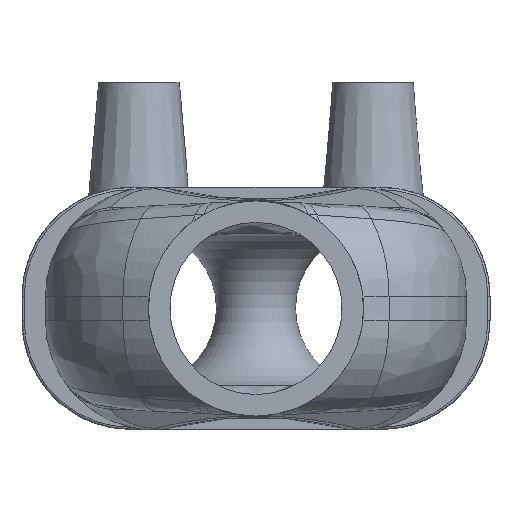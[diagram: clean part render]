
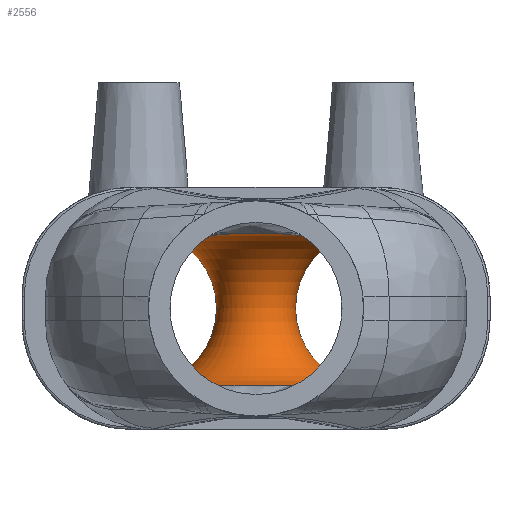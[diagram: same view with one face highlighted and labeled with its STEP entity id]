
A CAD part, front view. The second image highlights one B-rep face of the part: STEP entity #2556.
In plain terms, the highlighted toroidal (fillet/blend) face has major radius 21.75 mm and minor radius 14.4 mm.
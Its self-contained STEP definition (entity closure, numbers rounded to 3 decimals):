
#35=TOROIDAL_SURFACE('',#2757,21.75,14.4);
#318=B_SPLINE_CURVE_WITH_KNOTS('',3,(#3932,#3933,#3934,#3935,#3936,#3937,
#3938,#3939,#3940,#3941,#3942,#3943,#3944),.UNSPECIFIED.,.F.,.F.,(4,3,3,
3,4),(5.737,5.866,6.126,6.386,
6.646),.UNSPECIFIED.);
#320=B_SPLINE_CURVE_WITH_KNOTS('',3,(#3973,#3974,#3975,#3976),
 .UNSPECIFIED.,.F.,.F.,(4,4),(6.646,6.994),
 .UNSPECIFIED.);
#323=B_SPLINE_CURVE_WITH_KNOTS('',3,(#4004,#4005,#4006,#4007),
 .UNSPECIFIED.,.F.,.F.,(4,4),(5.388,5.737),
 .UNSPECIFIED.);
#325=B_SPLINE_CURVE_WITH_KNOTS('',3,(#4039,#4040,#4041,#4042,#4043,#4044,
#4045),.UNSPECIFIED.,.F.,.F.,(4,3,4),(5.136,5.137,
5.388),.UNSPECIFIED.);
#326=B_SPLINE_CURVE_WITH_KNOTS('',3,(#4071,#4072,#4073,#4074,#4075,#4076,
#4077),.UNSPECIFIED.,.F.,.F.,(4,3,4),(-5.388,-5.137,
-5.136),.UNSPECIFIED.);
#330=B_SPLINE_CURVE_WITH_KNOTS('',3,(#4168,#4169,#4170,#4171,#4172,#4173,
#4174,#4175,#4176,#4177,#4178),.UNSPECIFIED.,.F.,.F.,(4,1,1,1,1,1,1,1,4),
(-9.111,-8.297,-7.483,-6.669,
-5.855,-5.041,-4.228,-3.821,-3.414),
 .UNSPECIFIED.);
#331=B_SPLINE_CURVE_WITH_KNOTS('',3,(#4218,#4219,#4220,#4221,#4222,#4223,
#4224,#4225,#4226),.UNSPECIFIED.,.F.,.F.,(4,1,1,1,1,1,4),(-1.175,
-0.839,-0.168,0.168,0.504,
0.84,1.176),.UNSPECIFIED.);
#332=B_SPLINE_CURVE_WITH_KNOTS('',3,(#4282,#4283,#4284,#4285,#4286,#4287,
#4288,#4289,#4290,#4291,#4292),.UNSPECIFIED.,.F.,.F.,(4,1,1,1,1,1,1,1,4),
(-9.505,-9.098,-8.691,-7.878,
-7.064,-6.25,-5.436,-4.622,-3.808),
 .UNSPECIFIED.);
#445=FACE_BOUND('',#736,.T.);
#446=FACE_BOUND('',#737,.T.);
#545=FACE_OUTER_BOUND('',#735,.T.);
#735=EDGE_LOOP('',(#1834));
#736=EDGE_LOOP('',(#1835));
#737=EDGE_LOOP('',(#1836,#1837,#1838,#1839,#1840,#1841,#1842,#1843));
#933=CIRCLE('',#2758,14.4);
#934=CIRCLE('',#2759,14.4);
#1116=VERTEX_POINT('',#3929);
#1117=VERTEX_POINT('',#3931);
#1120=VERTEX_POINT('',#3971);
#1121=VERTEX_POINT('',#3997);
#1123=VERTEX_POINT('',#4032);
#1124=VERTEX_POINT('',#4070);
#1128=VERTEX_POINT('',#4167);
#1129=VERTEX_POINT('',#4216);
#1130=VERTEX_POINT('',#4294);
#1131=VERTEX_POINT('',#4296);
#1375=EDGE_CURVE('',#1117,#1116,#318,.T.);
#1379=EDGE_CURVE('',#1116,#1120,#320,.T.);
#1383=EDGE_CURVE('',#1121,#1117,#323,.T.);
#1385=EDGE_CURVE('',#1123,#1120,#325,.T.);
#1386=EDGE_CURVE('',#1121,#1124,#326,.T.);
#1392=EDGE_CURVE('',#1124,#1128,#330,.T.);
#1395=EDGE_CURVE('',#1128,#1129,#331,.T.);
#1396=EDGE_CURVE('',#1129,#1123,#332,.T.);
#1397=EDGE_CURVE('',#1130,#1130,#933,.T.);
#1398=EDGE_CURVE('',#1131,#1131,#934,.T.);
#1834=ORIENTED_EDGE('',*,*,#1397,.F.);
#1835=ORIENTED_EDGE('',*,*,#1398,.F.);
#1836=ORIENTED_EDGE('',*,*,#1385,.F.);
#1837=ORIENTED_EDGE('',*,*,#1396,.F.);
#1838=ORIENTED_EDGE('',*,*,#1395,.F.);
#1839=ORIENTED_EDGE('',*,*,#1392,.F.);
#1840=ORIENTED_EDGE('',*,*,#1386,.F.);
#1841=ORIENTED_EDGE('',*,*,#1383,.T.);
#1842=ORIENTED_EDGE('',*,*,#1375,.T.);
#1843=ORIENTED_EDGE('',*,*,#1379,.T.);
#2556=ADVANCED_FACE('',(#545,#445,#446),#35,.F.);
#2757=AXIS2_PLACEMENT_3D('',#4293,#3120,#3121);
#2758=AXIS2_PLACEMENT_3D('',#4295,#3122,#3123);
#2759=AXIS2_PLACEMENT_3D('',#4297,#3124,#3125);
#3120=DIRECTION('center_axis',(0.,0.,1.));
#3121=DIRECTION('ref_axis',(1.,0.,0.));
#3122=DIRECTION('center_axis',(0.,-1.,0.));
#3123=DIRECTION('ref_axis',(-1.,0.,0.));
#3124=DIRECTION('center_axis',(0.,-1.,0.));
#3125=DIRECTION('ref_axis',(1.,0.,0.));
#3929=CARTESIAN_POINT('',(-4.73,18.2,13.865));
#3931=CARTESIAN_POINT('',(4.73,18.2,13.865));
#3932=CARTESIAN_POINT('Ctrl Pts',(4.73,18.2,13.865));
#3933=CARTESIAN_POINT('Ctrl Pts',(4.405,18.2,13.881));
#3934=CARTESIAN_POINT('Ctrl Pts',(4.027,18.2,13.899));
#3935=CARTESIAN_POINT('Ctrl Pts',(3.609,18.2,13.915));
#3936=CARTESIAN_POINT('Ctrl Pts',(2.773,18.2,13.946));
#3937=CARTESIAN_POINT('Ctrl Pts',(1.78,18.2,13.97));
#3938=CARTESIAN_POINT('Ctrl Pts',(0.761,18.2,13.978));
#3939=CARTESIAN_POINT('Ctrl Pts',(-0.257,18.2,13.986));
#3940=CARTESIAN_POINT('Ctrl Pts',(-1.3,18.2,13.977));
#3941=CARTESIAN_POINT('Ctrl Pts',(-2.257,18.2,13.955));
#3942=CARTESIAN_POINT('Ctrl Pts',(-3.214,18.2,13.933));
#3943=CARTESIAN_POINT('Ctrl Pts',(-4.084,18.2,13.898));
#3944=CARTESIAN_POINT('Ctrl Pts',(-4.73,18.2,13.865));
#3971=CARTESIAN_POINT('',(-8.49,18.2,13.562));
#3973=CARTESIAN_POINT('Ctrl Pts',(-4.73,18.2,13.865));
#3974=CARTESIAN_POINT('Ctrl Pts',(-5.899,18.2,13.804));
#3975=CARTESIAN_POINT('Ctrl Pts',(-7.165,18.2,13.713));
#3976=CARTESIAN_POINT('Ctrl Pts',(-8.49,18.2,13.562));
#3997=CARTESIAN_POINT('',(8.49,18.2,13.562));
#4004=CARTESIAN_POINT('Ctrl Pts',(8.49,18.2,13.562));
#4005=CARTESIAN_POINT('Ctrl Pts',(7.165,18.2,13.713));
#4006=CARTESIAN_POINT('Ctrl Pts',(5.899,18.2,13.804));
#4007=CARTESIAN_POINT('Ctrl Pts',(4.73,18.2,13.865));
#4032=CARTESIAN_POINT('',(-11.188,18.2,13.171));
#4039=CARTESIAN_POINT('Ctrl Pts',(-11.188,18.2,13.171));
#4040=CARTESIAN_POINT('Ctrl Pts',(-11.184,18.2,13.171));
#4041=CARTESIAN_POINT('Ctrl Pts',(-11.18,18.2,13.172));
#4042=CARTESIAN_POINT('Ctrl Pts',(-11.176,18.2,13.173));
#4043=CARTESIAN_POINT('Ctrl Pts',(-10.268,18.2,13.335));
#4044=CARTESIAN_POINT('Ctrl Pts',(-9.362,18.2,13.462));
#4045=CARTESIAN_POINT('Ctrl Pts',(-8.49,18.2,13.562));
#4070=CARTESIAN_POINT('',(11.188,18.2,13.171));
#4071=CARTESIAN_POINT('Ctrl Pts',(8.49,18.2,13.562));
#4072=CARTESIAN_POINT('Ctrl Pts',(9.362,18.2,13.462));
#4073=CARTESIAN_POINT('Ctrl Pts',(10.268,18.2,13.335));
#4074=CARTESIAN_POINT('Ctrl Pts',(11.176,18.2,13.173));
#4075=CARTESIAN_POINT('Ctrl Pts',(11.18,18.2,13.172));
#4076=CARTESIAN_POINT('Ctrl Pts',(11.184,18.2,13.171));
#4077=CARTESIAN_POINT('Ctrl Pts',(11.188,18.2,13.171));
#4167=CARTESIAN_POINT('',(9.458,19.998,-13.97));
#4168=CARTESIAN_POINT('Ctrl Pts',(11.188,18.2,13.171));
#4169=CARTESIAN_POINT('Ctrl Pts',(12.488,17.103,12.494));
#4170=CARTESIAN_POINT('Ctrl Pts',(15.233,15.376,10.651));
#4171=CARTESIAN_POINT('Ctrl Pts',(18.395,13.678,6.505));
#4172=CARTESIAN_POINT('Ctrl Pts',(19.927,12.925,1.397));
#4173=CARTESIAN_POINT('Ctrl Pts',(19.419,13.168,-3.964));
#4174=CARTESIAN_POINT('Ctrl Pts',(17.028,14.392,-8.673));
#4175=CARTESIAN_POINT('Ctrl Pts',(13.914,16.162,-11.594));
#4176=CARTESIAN_POINT('Ctrl Pts',(11.221,18.092,-13.203));
#4177=CARTESIAN_POINT('Ctrl Pts',(9.962,19.302,-13.762));
#4178=CARTESIAN_POINT('Ctrl Pts',(9.458,19.998,-13.97));
#4216=CARTESIAN_POINT('',(-9.458,19.998,-13.97));
#4218=CARTESIAN_POINT('Ctrl Pts',(9.458,19.998,-13.97));
#4219=CARTESIAN_POINT('Ctrl Pts',(9.04,20.577,-14.144));
#4220=CARTESIAN_POINT('Ctrl Pts',(7.127,21.97,-14.471));
#4221=CARTESIAN_POINT('Ctrl Pts',(2.926,22.57,-14.367));
#4222=CARTESIAN_POINT('Ctrl Pts',(-1.754,22.568,-14.371));
#4223=CARTESIAN_POINT('Ctrl Pts',(-5.039,22.273,-14.416));
#4224=CARTESIAN_POINT('Ctrl Pts',(-7.758,21.502,-14.365));
#4225=CARTESIAN_POINT('Ctrl Pts',(-9.04,20.576,-14.143));
#4226=CARTESIAN_POINT('Ctrl Pts',(-9.458,19.998,-13.97));
#4282=CARTESIAN_POINT('Ctrl Pts',(-9.458,19.998,-13.97));
#4283=CARTESIAN_POINT('Ctrl Pts',(-9.962,19.302,-13.762));
#4284=CARTESIAN_POINT('Ctrl Pts',(-11.221,18.092,-13.203));
#4285=CARTESIAN_POINT('Ctrl Pts',(-13.914,16.162,-11.594));
#4286=CARTESIAN_POINT('Ctrl Pts',(-17.028,14.392,-8.673));
#4287=CARTESIAN_POINT('Ctrl Pts',(-19.419,13.168,-3.964));
#4288=CARTESIAN_POINT('Ctrl Pts',(-19.927,12.925,1.397));
#4289=CARTESIAN_POINT('Ctrl Pts',(-18.395,13.678,6.505));
#4290=CARTESIAN_POINT('Ctrl Pts',(-15.233,15.376,10.651));
#4291=CARTESIAN_POINT('Ctrl Pts',(-12.488,17.103,12.494));
#4292=CARTESIAN_POINT('Ctrl Pts',(-11.188,18.2,13.171));
#4293=CARTESIAN_POINT('Origin',(0.,43.4,0.));
#4294=CARTESIAN_POINT('',(-7.35,43.4,0.));
#4295=CARTESIAN_POINT('Origin',(-21.75,43.4,0.));
#4296=CARTESIAN_POINT('',(7.35,43.4,0.));
#4297=CARTESIAN_POINT('Origin',(21.75,43.4,0.));
